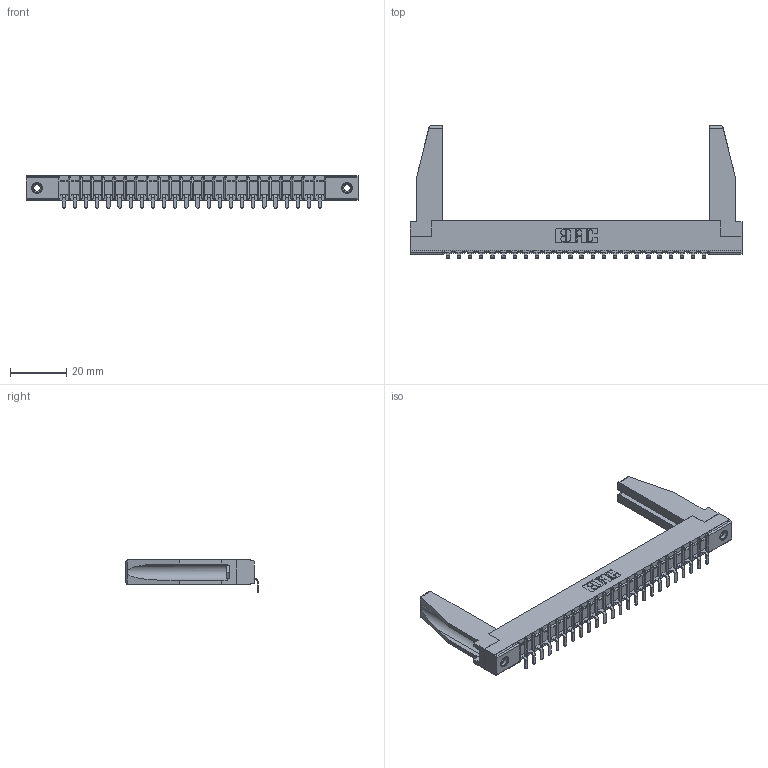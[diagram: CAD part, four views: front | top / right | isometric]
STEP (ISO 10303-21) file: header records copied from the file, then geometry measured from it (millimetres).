
FILE_DESCRIPTION (( 'STEP AP203' ), '1' );
FILE_NAME ('357-024-553-178.STEP', '2019-09-17T00:16:04', ( '' ), ( '' ), 'SwSTEP 2.0', 'SolidWorks 2016', '' );
FILE_SCHEMA (( 'CONFIG_CONTROL_DESIGN' ));
Length unit declared in the file: inch
Products named in the file (5): 357-024-553-178; 345-250-001_345-250-001-102; 307 Part_.156 Dia Mounting Holes; 307-220-078; 307-290-002_553
Assembly tree (29 placements, depth 2):
  357-024-553-178
    307 Part_.156 Dia Mounting Holes
    307-290-002_553  x24
    307-220-078  x2
    345-250-001_345-250-001-102  x2
Bounding box: 118.11 x 47.03 x 11.51 mm (x, y, z)
Volume: 11791.7 mm3; surface area: 18123.1 mm2
Topology: 29 solids, 29 shells, 2145 faces, 6509 edges, 4262 vertices
Faces by surface type: plane 1282, cylinder 797, sphere 50, cone 12, torus 4
Entity records: 26087 total; most frequent: CARTESIAN_POINT 4398, ORIENTED_EDGE 4344, DIRECTION 4238, EDGE_CURVE 2172, LINE 1658, VECTOR 1658, VERTEX_POINT 1408, AXIS2_PLACEMENT_3D 1290
